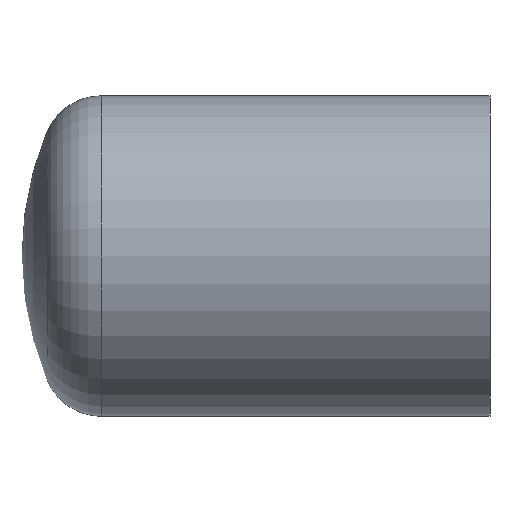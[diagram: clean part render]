
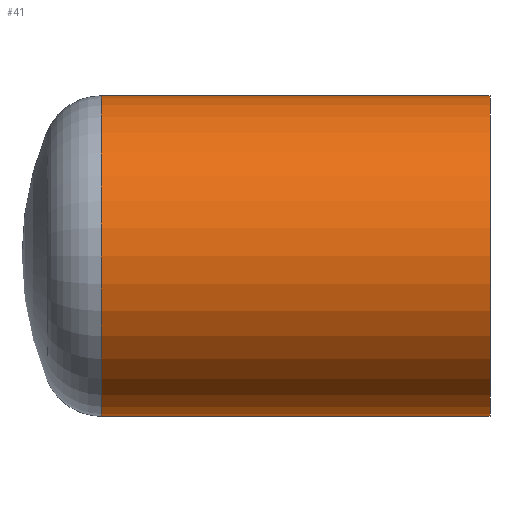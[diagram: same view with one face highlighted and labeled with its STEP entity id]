
A CAD part, front view. The second image highlights one B-rep face of the part: STEP entity #41.
In plain terms, the highlighted cylindrical face has radius 25 mm (diameter 50 mm), a full revolution.
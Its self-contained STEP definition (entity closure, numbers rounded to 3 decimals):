
#41 = ADVANCED_FACE( '', ( #82, #83 ), #84, .T. );
#82 = FACE_OUTER_BOUND( '', #117, .T. );
#83 = FACE_OUTER_BOUND( '', #118, .T. );
#84 = CYLINDRICAL_SURFACE( '', #119, 25. );
#117 = EDGE_LOOP( '', ( #156 ) );
#118 = EDGE_LOOP( '', ( #157 ) );
#119 = AXIS2_PLACEMENT_3D( '', #158, #159, #160 );
#156 = ORIENTED_EDGE( '', *, *, #177, .F. );
#157 = ORIENTED_EDGE( '', *, *, #174, .T. );
#158 = CARTESIAN_POINT( '', ( -68.4, 0., 0. ) );
#159 = DIRECTION( '', ( -1., 0., 0. ) );
#160 = DIRECTION( '', ( 0., 0., -1. ) );
#174 = EDGE_CURVE( '', #191, #191, #192, .T. );
#177 = EDGE_CURVE( '', #196, #196, #197, .T. );
#191 = VERTEX_POINT( '', #210 );
#192 = CIRCLE( '', #211, 25. );
#196 = VERTEX_POINT( '', #215 );
#197 = CIRCLE( '', #216, 25. );
#210 = CARTESIAN_POINT( '', ( -60.616, 0., -25. ) );
#211 = AXIS2_PLACEMENT_3D( '', #229, #230, #231 );
#215 = CARTESIAN_POINT( '', ( 0., 0., -25. ) );
#216 = AXIS2_PLACEMENT_3D( '', #235, #236, #237 );
#229 = CARTESIAN_POINT( '', ( -60.616, 0., 0. ) );
#230 = DIRECTION( '', ( 1., 0., 0. ) );
#231 = DIRECTION( '', ( 0., 0., -1. ) );
#235 = CARTESIAN_POINT( '', ( 0., 0., 0. ) );
#236 = DIRECTION( '', ( 1., 0., 0. ) );
#237 = DIRECTION( '', ( 0., 0., -1. ) );
